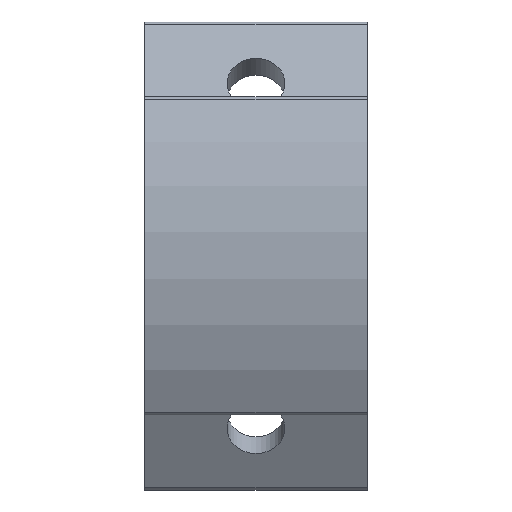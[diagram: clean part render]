
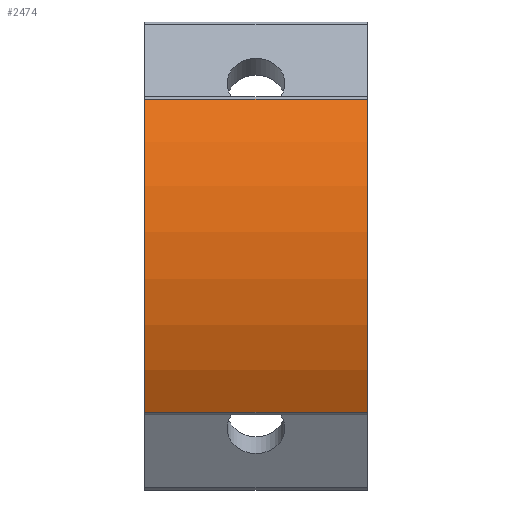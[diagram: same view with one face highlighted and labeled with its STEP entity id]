
A CAD part, top view. The second image highlights one B-rep face of the part: STEP entity #2474.
In plain terms, the highlighted cylindrical face has radius 29 mm (diameter 58 mm), a partial arc.
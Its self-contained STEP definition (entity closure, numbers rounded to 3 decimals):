
#73 = PLANE('',#74);
#74 = AXIS2_PLACEMENT_3D('',#75,#76,#77);
#75 = CARTESIAN_POINT('',(20.,0.,31.107));
#76 = DIRECTION('',(1.,0.,0.));
#77 = DIRECTION('',(0.,0.,1.));
#128 = PLANE('',#129);
#129 = AXIS2_PLACEMENT_3D('',#130,#131,#132);
#130 = CARTESIAN_POINT('',(0.,0.,31.107));
#131 = DIRECTION('',(1.,0.,0.));
#132 = DIRECTION('',(0.,0.,1.));
#784 = VERTEX_POINT('',#785);
#785 = CARTESIAN_POINT('',(0.,14.057,36.965));
#800 = CYLINDRICAL_SURFACE('',#801,0.5);
#801 = AXIS2_PLACEMENT_3D('',#802,#803,#804);
#802 = CARTESIAN_POINT('',(0.,13.815,36.528));
#803 = DIRECTION('',(-1.,0.,0.));
#804 = DIRECTION('',(0.,1.,0.));
#812 = EDGE_CURVE('',#784,#813,#815,.T.);
#813 = VERTEX_POINT('',#814);
#814 = CARTESIAN_POINT('',(0.,-14.057,36.965));
#815 = SURFACE_CURVE('',#816,(#821,#828),.PCURVE_S1.);
#816 = CIRCLE('',#817,29.);
#817 = AXIS2_PLACEMENT_3D('',#818,#819,#820);
#818 = CARTESIAN_POINT('',(0.,0.,11.6));
#819 = DIRECTION('',(1.,0.,0.));
#820 = DIRECTION('',(0.,1.,0.));
#821 = PCURVE('',#128,#822);
#822 = DEFINITIONAL_REPRESENTATION('',(#823),#827);
#823 = CIRCLE('',#824,29.);
#824 = AXIS2_PLACEMENT_2D('',#825,#826);
#825 = CARTESIAN_POINT('',(-19.507,0.));
#826 = DIRECTION('',(0.,-1.));
#827 = ( GEOMETRIC_REPRESENTATION_CONTEXT(2) 
PARAMETRIC_REPRESENTATION_CONTEXT() REPRESENTATION_CONTEXT('2D SPACE',''
  ) );
#828 = PCURVE('',#829,#834);
#829 = CYLINDRICAL_SURFACE('',#830,29.);
#830 = AXIS2_PLACEMENT_3D('',#831,#832,#833);
#831 = CARTESIAN_POINT('',(0.,0.,11.6));
#832 = DIRECTION('',(-1.,0.,0.));
#833 = DIRECTION('',(0.,1.,0.));
#834 = DEFINITIONAL_REPRESENTATION('',(#835),#839);
#835 = LINE('',#836,#837);
#836 = CARTESIAN_POINT('',(-0.,0.));
#837 = VECTOR('',#838,1.);
#838 = DIRECTION('',(-1.,0.));
#839 = ( GEOMETRIC_REPRESENTATION_CONTEXT(2) 
PARAMETRIC_REPRESENTATION_CONTEXT() REPRESENTATION_CONTEXT('2D SPACE',''
  ) );
#858 = CYLINDRICAL_SURFACE('',#859,0.5);
#859 = AXIS2_PLACEMENT_3D('',#860,#861,#862);
#860 = CARTESIAN_POINT('',(0.,-13.815,36.528));
#861 = DIRECTION('',(-1.,0.,0.));
#862 = DIRECTION('',(0.,1.,0.));
#1484 = VERTEX_POINT('',#1485);
#1485 = CARTESIAN_POINT('',(20.,14.057,36.965));
#1507 = EDGE_CURVE('',#1484,#1508,#1510,.T.);
#1508 = VERTEX_POINT('',#1509);
#1509 = CARTESIAN_POINT('',(20.,-14.057,36.965));
#1510 = SURFACE_CURVE('',#1511,(#1516,#1523),.PCURVE_S1.);
#1511 = CIRCLE('',#1512,29.);
#1512 = AXIS2_PLACEMENT_3D('',#1513,#1514,#1515);
#1513 = CARTESIAN_POINT('',(20.,0.,11.6));
#1514 = DIRECTION('',(1.,0.,0.));
#1515 = DIRECTION('',(0.,1.,0.));
#1516 = PCURVE('',#73,#1517);
#1517 = DEFINITIONAL_REPRESENTATION('',(#1518),#1522);
#1518 = CIRCLE('',#1519,29.);
#1519 = AXIS2_PLACEMENT_2D('',#1520,#1521);
#1520 = CARTESIAN_POINT('',(-19.507,0.));
#1521 = DIRECTION('',(0.,-1.));
#1522 = ( GEOMETRIC_REPRESENTATION_CONTEXT(2) 
PARAMETRIC_REPRESENTATION_CONTEXT() REPRESENTATION_CONTEXT('2D SPACE',''
  ) );
#1523 = PCURVE('',#829,#1524);
#1524 = DEFINITIONAL_REPRESENTATION('',(#1525),#1529);
#1525 = LINE('',#1526,#1527);
#1526 = CARTESIAN_POINT('',(-0.,-20.));
#1527 = VECTOR('',#1528,1.);
#1528 = DIRECTION('',(-1.,0.));
#1529 = ( GEOMETRIC_REPRESENTATION_CONTEXT(2) 
PARAMETRIC_REPRESENTATION_CONTEXT() REPRESENTATION_CONTEXT('2D SPACE',''
  ) );
#2453 = EDGE_CURVE('',#784,#1484,#2454,.T.);
#2454 = SURFACE_CURVE('',#2455,(#2459,#2466),.PCURVE_S1.);
#2455 = LINE('',#2456,#2457);
#2456 = CARTESIAN_POINT('',(0.,14.057,36.965));
#2457 = VECTOR('',#2458,1.);
#2458 = DIRECTION('',(1.,0.,0.));
#2459 = PCURVE('',#800,#2460);
#2460 = DEFINITIONAL_REPRESENTATION('',(#2461),#2465);
#2461 = LINE('',#2462,#2463);
#2462 = CARTESIAN_POINT('',(-7.348,0.));
#2463 = VECTOR('',#2464,1.);
#2464 = DIRECTION('',(-0.,-1.));
#2465 = ( GEOMETRIC_REPRESENTATION_CONTEXT(2) 
PARAMETRIC_REPRESENTATION_CONTEXT() REPRESENTATION_CONTEXT('2D SPACE',''
  ) );
#2466 = PCURVE('',#829,#2467);
#2467 = DEFINITIONAL_REPRESENTATION('',(#2468),#2472);
#2468 = LINE('',#2469,#2470);
#2469 = CARTESIAN_POINT('',(-1.065,0.));
#2470 = VECTOR('',#2471,1.);
#2471 = DIRECTION('',(-0.,-1.));
#2472 = ( GEOMETRIC_REPRESENTATION_CONTEXT(2) 
PARAMETRIC_REPRESENTATION_CONTEXT() REPRESENTATION_CONTEXT('2D SPACE',''
  ) );
#2474 = ADVANCED_FACE('',(#2475),#829,.T.);
#2475 = FACE_BOUND('',#2476,.F.);
#2476 = EDGE_LOOP('',(#2477,#2478,#2479,#2500));
#2477 = ORIENTED_EDGE('',*,*,#2453,.T.);
#2478 = ORIENTED_EDGE('',*,*,#1507,.T.);
#2479 = ORIENTED_EDGE('',*,*,#2480,.F.);
#2480 = EDGE_CURVE('',#813,#1508,#2481,.T.);
#2481 = SURFACE_CURVE('',#2482,(#2486,#2493),.PCURVE_S1.);
#2482 = LINE('',#2483,#2484);
#2483 = CARTESIAN_POINT('',(0.,-14.057,36.965));
#2484 = VECTOR('',#2485,1.);
#2485 = DIRECTION('',(1.,0.,0.));
#2486 = PCURVE('',#829,#2487);
#2487 = DEFINITIONAL_REPRESENTATION('',(#2488),#2492);
#2488 = LINE('',#2489,#2490);
#2489 = CARTESIAN_POINT('',(-2.077,0.));
#2490 = VECTOR('',#2491,1.);
#2491 = DIRECTION('',(-0.,-1.));
#2492 = ( GEOMETRIC_REPRESENTATION_CONTEXT(2) 
PARAMETRIC_REPRESENTATION_CONTEXT() REPRESENTATION_CONTEXT('2D SPACE',''
  ) );
#2493 = PCURVE('',#858,#2494);
#2494 = DEFINITIONAL_REPRESENTATION('',(#2495),#2499);
#2495 = LINE('',#2496,#2497);
#2496 = CARTESIAN_POINT('',(-2.077,0.));
#2497 = VECTOR('',#2498,1.);
#2498 = DIRECTION('',(-0.,-1.));
#2499 = ( GEOMETRIC_REPRESENTATION_CONTEXT(2) 
PARAMETRIC_REPRESENTATION_CONTEXT() REPRESENTATION_CONTEXT('2D SPACE',''
  ) );
#2500 = ORIENTED_EDGE('',*,*,#812,.F.);
